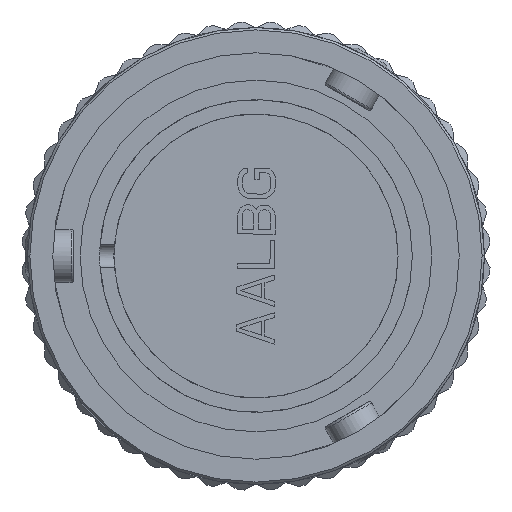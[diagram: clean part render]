
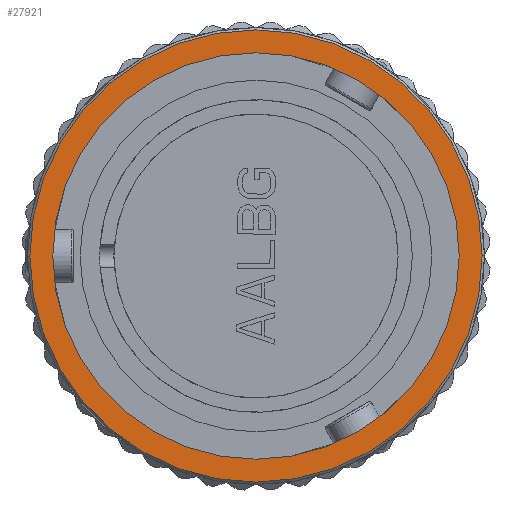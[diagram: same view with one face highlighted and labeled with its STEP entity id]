
A CAD part, left-side view. The second image highlights one B-rep face of the part: STEP entity #27921.
In plain terms, the highlighted planar face has unit normal (-1, 0, 0).
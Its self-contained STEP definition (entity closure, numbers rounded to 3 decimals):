
#9492=CARTESIAN_POINT('',(6.15,0.,0.));
#9493=DIRECTION('',(1.,0.,0.));
#9494=DIRECTION('',(0.,1.,0.));
#9495=AXIS2_PLACEMENT_3D('',#9492,#9493,#9494);
#9497=CARTESIAN_POINT('',(6.15,0.,0.));
#9498=DIRECTION('',(-1.,0.,0.));
#9499=DIRECTION('',(0.,1.,0.));
#9500=AXIS2_PLACEMENT_3D('',#9497,#9498,#9499);
#9502=CARTESIAN_POINT('',(6.15,0.,0.));
#9503=DIRECTION('',(1.,0.,0.));
#9504=DIRECTION('',(0.,1.,0.));
#9505=AXIS2_PLACEMENT_3D('',#9502,#9503,#9504);
#9507=CARTESIAN_POINT('',(6.15,0.,0.));
#9508=DIRECTION('',(-1.,0.,0.));
#9509=DIRECTION('',(0.,1.,0.));
#9510=AXIS2_PLACEMENT_3D('',#9507,#9508,#9509);
#12773=CARTESIAN_POINT('',(6.15,17.26,-0.001));
#12774=CARTESIAN_POINT('',(6.15,-17.26,0.001));
#12775=VERTEX_POINT('',#12773);
#12776=VERTEX_POINT('',#12774);
#13274=CARTESIAN_POINT('',(6.15,19.205,-0.001));
#13275=VERTEX_POINT('',#13274);
#13276=CARTESIAN_POINT('',(6.15,-19.205,0.001));
#13277=VERTEX_POINT('',#13276);
#27906=CARTESIAN_POINT('',(6.15,0.,0.));
#27907=DIRECTION('',(-1.,0.,0.));
#27908=DIRECTION('',(0.,-1.,0.));
#27909=AXIS2_PLACEMENT_3D('',#27906,#27907,#27908);
#27910=PLANE('450',#27909);
#27911=ORIENTED_EDGE('2174',*,*,#27892,.F.);
#27912=ORIENTED_EDGE('2176',*,*,#27874,.T.);
#27913=EDGE_LOOP('450',(#27911,#27912));
#27914=FACE_OUTER_BOUND('450',#27913,.F.);
#27916=ORIENTED_EDGE('1808',*,*,#27915,.F.);
#27918=ORIENTED_EDGE('1806',*,*,#27917,.T.);
#27919=EDGE_LOOP('450',(#27916,#27918));
#27920=FACE_BOUND('450',#27919,.F.);
#9496=CIRCLE('2176',#9495,19.205);
#9501=CIRCLE('2174',#9500,19.205);
#9506=CIRCLE('1808',#9505,17.26);
#9511=CIRCLE('1806',#9510,17.26);
#27874=EDGE_CURVE('2176',#13275,#13277,#9496,.T.);
#27892=EDGE_CURVE('2174',#13275,#13277,#9501,.T.);
#27915=EDGE_CURVE('1808',#12775,#12776,#9506,.T.);
#27917=EDGE_CURVE('1806',#12775,#12776,#9511,.T.);
#27921=ADVANCED_FACE('450',(#27914,#27920),#27910,.T.);
